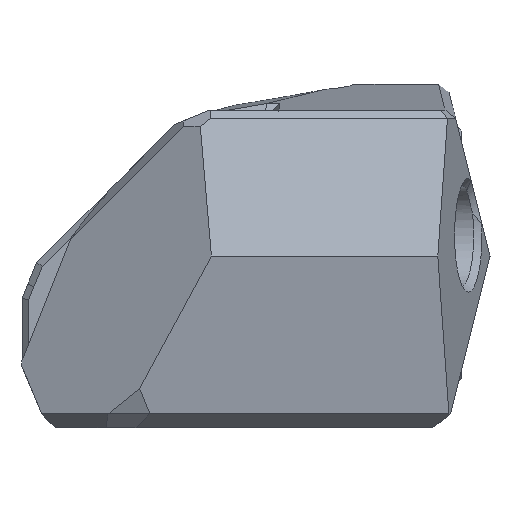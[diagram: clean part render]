
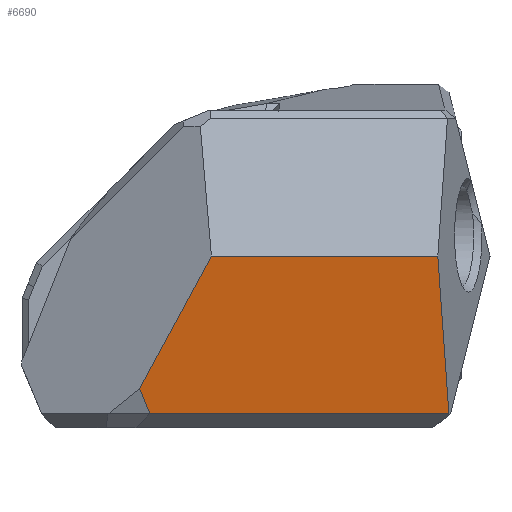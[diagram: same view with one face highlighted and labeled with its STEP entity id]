
A CAD part, left-side view. The second image highlights one B-rep face of the part: STEP entity #6690.
In plain terms, the highlighted planar face has unit normal (-0.912, -0.332, -0.242).
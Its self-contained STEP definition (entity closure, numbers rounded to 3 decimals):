
#574=FACE_OUTER_BOUND('',#963,.T.);
#963=EDGE_LOOP('',(#5721,#5722,#5723,#5724,#5725));
#1657=LINE('',#10862,#2460);
#1671=LINE('',#10894,#2474);
#1707=LINE('',#11154,#2510);
#1711=LINE('',#11240,#2514);
#1712=LINE('',#11241,#2515);
#2460=VECTOR('',#8613,10.);
#2474=VECTOR('',#8643,10.);
#2510=VECTOR('',#8711,10.27);
#2514=VECTOR('',#8717,10.27);
#2515=VECTOR('',#8718,10.);
#3113=VERTEX_POINT('',#10859);
#3114=VERTEX_POINT('',#10861);
#3123=VERTEX_POINT('',#10891);
#3124=VERTEX_POINT('',#10893);
#3157=VERTEX_POINT('',#11151);
#3972=EDGE_CURVE('',#3113,#3114,#1657,.T.);
#3988=EDGE_CURVE('',#3124,#3123,#1671,.T.);
#4038=EDGE_CURVE('',#3113,#3157,#1707,.T.);
#4044=EDGE_CURVE('',#3124,#3157,#1711,.T.);
#4045=EDGE_CURVE('',#3114,#3123,#1712,.T.);
#5721=ORIENTED_EDGE('',*,*,#3972,.F.);
#5722=ORIENTED_EDGE('',*,*,#4038,.T.);
#5723=ORIENTED_EDGE('',*,*,#4044,.F.);
#5724=ORIENTED_EDGE('',*,*,#3988,.T.);
#5725=ORIENTED_EDGE('',*,*,#4045,.F.);
#6331=PLANE('',#7172);
#6690=ADVANCED_FACE('',(#574),#6331,.T.);
#7172=AXIS2_PLACEMENT_3D('',#11239,#8715,#8716);
#8613=DIRECTION('',(-0.342,0.94,0.));
#8643=DIRECTION('',(0.061,0.475,-0.878));
#8711=DIRECTION('',(-0.279,0.067,0.958));
#8715=DIRECTION('center_axis',(-0.912,-0.332,-0.243));
#8716=DIRECTION('ref_axis',(0.228,0.083,-0.97));
#8717=DIRECTION('',(0.342,-0.94,0.));
#8718=DIRECTION('',(-0.358,0.352,0.865));
#10859=CARTESIAN_POINT('',(-27.422,-6.599,-6.609));
#10861=CARTESIAN_POINT('',(-33.933,11.289,-6.609));
#10862=CARTESIAN_POINT('',(-32.333,6.893,-6.609));
#10891=CARTESIAN_POINT('',(-34.557,11.902,-5.101));
#10893=CARTESIAN_POINT('',(-35.105,7.607,2.833));
#10894=CARTESIAN_POINT('',(-35.046,8.07,1.978));
#11151=CARTESIAN_POINT('',(-30.175,-5.936,2.833));
#11154=CARTESIAN_POINT('',(-30.307,-5.904,3.284));
#11239=CARTESIAN_POINT('Origin',(-36.158,10.502,2.833));
#11240=CARTESIAN_POINT('',(-36.158,10.502,2.833));
#11241=CARTESIAN_POINT('',(-34.38,11.728,-5.529));
